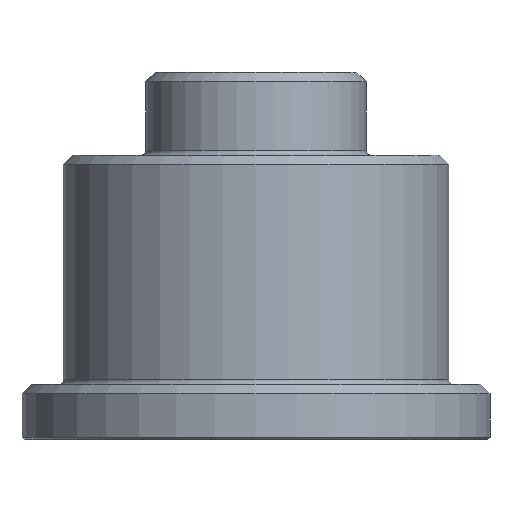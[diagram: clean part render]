
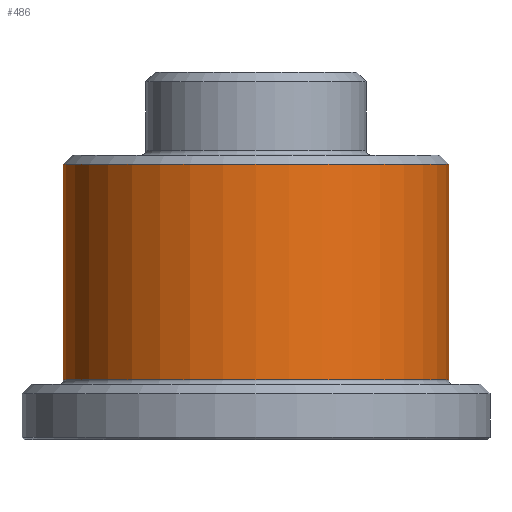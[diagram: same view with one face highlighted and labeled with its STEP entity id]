
A CAD part, front view. The second image highlights one B-rep face of the part: STEP entity #486.
In plain terms, the highlighted cylindrical face has radius 21 mm (diameter 42 mm), a partial arc.
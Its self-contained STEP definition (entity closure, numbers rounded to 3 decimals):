
#40=CARTESIAN_POINT('',(0.,0.,-33.5));
#41=DIRECTION('',(0.,0.,1.));
#42=DIRECTION('',(-1.,0.,0.));
#43=AXIS2_PLACEMENT_3D('',#40,#41,#42);
#45=DIRECTION('',(0.,0.,-1.));
#46=VECTOR('',#45,23.5);
#47=CARTESIAN_POINT('',(-21.,0.,-10.));
#48=LINE('',#47,#46);
#49=CARTESIAN_POINT('',(0.,0.,-10.));
#50=DIRECTION('',(0.,0.,-1.));
#51=DIRECTION('',(1.,0.,0.));
#52=AXIS2_PLACEMENT_3D('',#49,#50,#51);
#54=DIRECTION('',(0.,0.,-1.));
#55=VECTOR('',#54,23.5);
#56=CARTESIAN_POINT('',(21.,0.,-10.));
#57=LINE('',#56,#55);
#345=CARTESIAN_POINT('',(21.,0.,-10.));
#346=CARTESIAN_POINT('',(-21.,0.,-10.));
#347=VERTEX_POINT('',#345);
#348=VERTEX_POINT('',#346);
#389=CARTESIAN_POINT('',(-21.,0.,-33.5));
#390=CARTESIAN_POINT('',(21.,0.,-33.5));
#391=VERTEX_POINT('',#389);
#392=VERTEX_POINT('',#390);
#472=CARTESIAN_POINT('',(0.,0.,0.));
#473=DIRECTION('',(0.,0.,1.));
#474=DIRECTION('',(-1.,0.,0.));
#475=AXIS2_PLACEMENT_3D('',#472,#473,#474);
#476=CYLINDRICAL_SURFACE('',#475,21.);
#478=ORIENTED_EDGE('',*,*,#477,.F.);
#480=ORIENTED_EDGE('',*,*,#479,.F.);
#481=ORIENTED_EDGE('',*,*,#462,.F.);
#483=ORIENTED_EDGE('',*,*,#482,.T.);
#484=EDGE_LOOP('',(#478,#480,#481,#483));
#485=FACE_OUTER_BOUND('',#484,.F.);
#486=ADVANCED_FACE('',(#485),#476,.T.);
#44=CIRCLE('',#43,21.);
#53=CIRCLE('',#52,21.);
#462=EDGE_CURVE('',#347,#348,#53,.T.);
#477=EDGE_CURVE('',#391,#392,#44,.T.);
#479=EDGE_CURVE('',#348,#391,#48,.T.);
#482=EDGE_CURVE('',#347,#392,#57,.T.);
